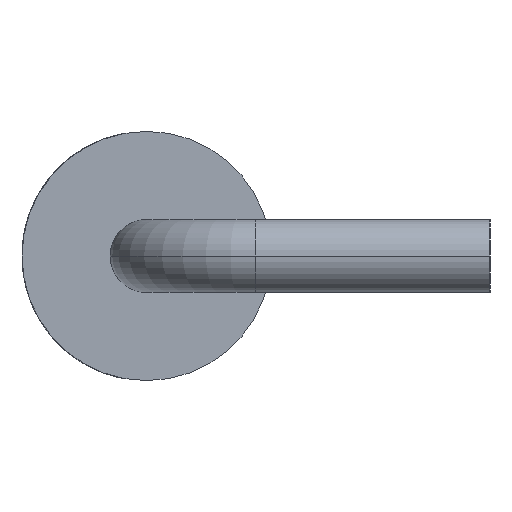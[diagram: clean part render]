
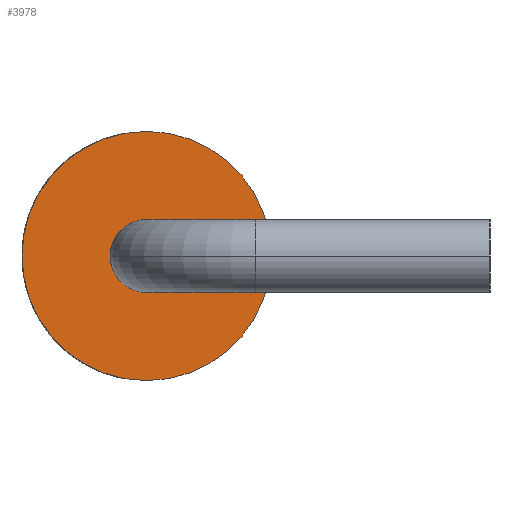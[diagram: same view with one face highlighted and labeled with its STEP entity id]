
A CAD part, left-side view. The second image highlights one B-rep face of the part: STEP entity #3978.
In plain terms, the highlighted planar face has unit normal (-1, 0, 0).
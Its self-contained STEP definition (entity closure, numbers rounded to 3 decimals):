
#130 = DIRECTION ( 'NONE',  ( 0., 0., -1. ) ) ;
#164 = AXIS2_PLACEMENT_3D ( 'NONE', #1011, #2819, #4134 ) ;
#169 = DIRECTION ( 'NONE',  ( 0., 0., -1. ) ) ;
#257 = ORIENTED_EDGE ( 'NONE', *, *, #2334, .F. ) ;
#384 = AXIS2_PLACEMENT_3D ( 'NONE', #2575, #4284, #169 ) ;
#428 = AXIS2_PLACEMENT_3D ( 'NONE', #1915, #2622, #130 ) ;
#562 = DIRECTION ( 'NONE',  ( 0., 0., -1. ) ) ;
#638 = DIRECTION ( 'NONE',  ( 1., 0., 0. ) ) ;
#773 = VERTEX_POINT ( 'NONE', #1246 ) ;
#1011 = CARTESIAN_POINT ( 'NONE',  ( 2.115, 3.05, 0. ) ) ;
#1246 = CARTESIAN_POINT ( 'NONE',  ( 2.115, 3.05, -2.05 ) ) ;
#1277 = CIRCLE ( 'NONE', #3876, 2.05 ) ;
#1400 = VERTEX_POINT ( 'NONE', #2776 ) ;
#1535 = CARTESIAN_POINT ( 'NONE',  ( 2.115, 3.05, 2.05 ) ) ;
#1681 = CIRCLE ( 'NONE', #164, 0.6 ) ;
#1886 = CARTESIAN_POINT ( 'NONE',  ( 2.115, 3.65, 0. ) ) ;
#1906 = CIRCLE ( 'NONE', #3127, 0.6 ) ;
#1915 = CARTESIAN_POINT ( 'NONE',  ( 2.115, 3.05, 0. ) ) ;
#2128 = EDGE_LOOP ( 'NONE', ( #3754, #3551 ) ) ;
#2237 = EDGE_CURVE ( 'NONE', #2387, #1400, #1906, .T. ) ;
#2278 = ORIENTED_EDGE ( 'NONE', *, *, #2237, .F. ) ;
#2334 = EDGE_CURVE ( 'NONE', #1400, #2387, #1681, .T. ) ;
#2387 = VERTEX_POINT ( 'NONE', #1886 ) ;
#2438 = EDGE_CURVE ( 'NONE', #2949, #773, #4414, .T. ) ;
#2575 = CARTESIAN_POINT ( 'NONE',  ( 2.115, 3.05, 0. ) ) ;
#2622 = DIRECTION ( 'NONE',  ( 1., 0., 0. ) ) ;
#2776 = CARTESIAN_POINT ( 'NONE',  ( 2.115, 2.45, 0. ) ) ;
#2819 = DIRECTION ( 'NONE',  ( -1., 0., 0. ) ) ;
#2949 = VERTEX_POINT ( 'NONE', #1535 ) ;
#3127 = AXIS2_PLACEMENT_3D ( 'NONE', #4006, #3732, #562 ) ;
#3292 = FACE_OUTER_BOUND ( 'NONE', #2128, .T. ) ;
#3487 = EDGE_CURVE ( 'NONE', #773, #2949, #1277, .T. ) ;
#3551 = ORIENTED_EDGE ( 'NONE', *, *, #3487, .F. ) ;
#3606 = EDGE_LOOP ( 'NONE', ( #257, #2278 ) ) ;
#3655 = PLANE ( 'NONE',  #428 ) ;
#3669 = CARTESIAN_POINT ( 'NONE',  ( 2.115, 3.05, 0. ) ) ;
#3732 = DIRECTION ( 'NONE',  ( -1., 0., 0. ) ) ;
#3754 = ORIENTED_EDGE ( 'NONE', *, *, #2438, .F. ) ;
#3876 = AXIS2_PLACEMENT_3D ( 'NONE', #3669, #638, #4337 ) ;
#3978 = ADVANCED_FACE ( 'NONE', ( #4027, #3292 ), #3655, .F. ) ;
#4006 = CARTESIAN_POINT ( 'NONE',  ( 2.115, 3.05, 0. ) ) ;
#4027 = FACE_BOUND ( 'NONE', #3606, .T. ) ;
#4134 = DIRECTION ( 'NONE',  ( 0., 0., -1. ) ) ;
#4284 = DIRECTION ( 'NONE',  ( 1., 0., 0. ) ) ;
#4337 = DIRECTION ( 'NONE',  ( 0., 0., -1. ) ) ;
#4414 = CIRCLE ( 'NONE', #384, 2.05 ) ;
